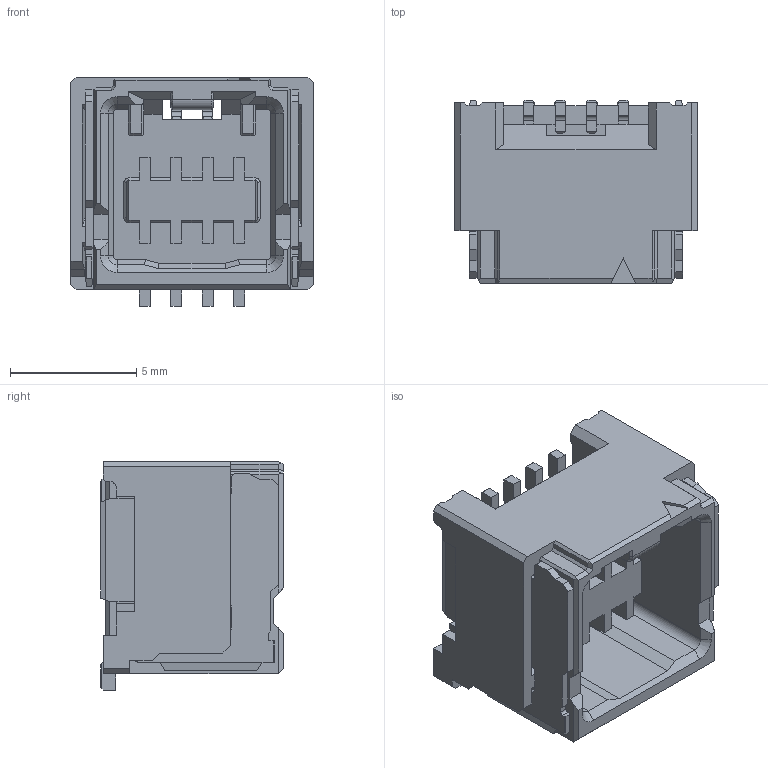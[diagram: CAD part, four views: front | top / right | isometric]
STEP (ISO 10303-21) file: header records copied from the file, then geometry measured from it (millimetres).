
FILE_DESCRIPTION(/* description */ (''),/* implementation_level */ '2;1');
FILE_NAME(/* name */ '5054330871 v2.step',/* time_stamp */ '2020-04-10T00:17:03+02:00',/* author */ (''),/* organization */ (''),/* preprocessor_version */ 'ST-DEVELOPER v18',/* originating_system */ 'Autodesk Translation Framework v8.12.0.6',/* authorisation */ '');
FILE_SCHEMA (('AUTOMOTIVE_DESIGN { 1 0 10303 214 3 1 1 }'));
Length unit declared in the file: millimetre
Products named in the file (2): 5054330871; 5054330871_1
Assembly tree (1 placements, depth 2):
  5054330871
    5054330871_1
Bounding box: 9.6 x 7.25 x 9.05 mm (x, y, z)
Volume: 312.1 mm3; surface area: 779.2 mm2
Topology: 1 solids, 1 shells, 492 faces, 1393 edges, 902 vertices
Faces by surface type: plane 436, cylinder 42, cone 14
Entity records: 15688 total; most frequent: CARTESIAN_POINT 2790, ORIENTED_EDGE 2786, DIRECTION 2485, EDGE_CURVE 1393, LINE 1291, VECTOR 1291, VERTEX_POINT 902, AXIS2_PLACEMENT_3D 597
